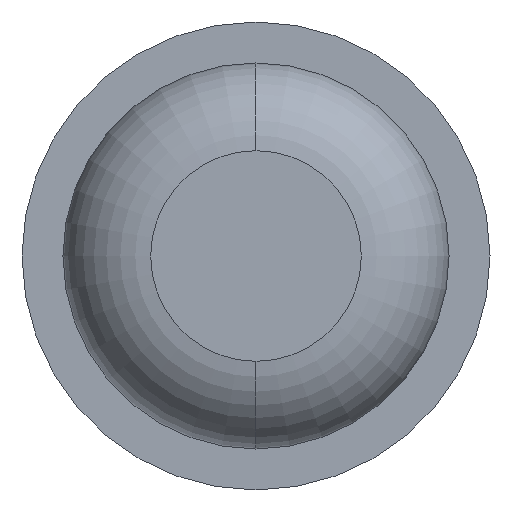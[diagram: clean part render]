
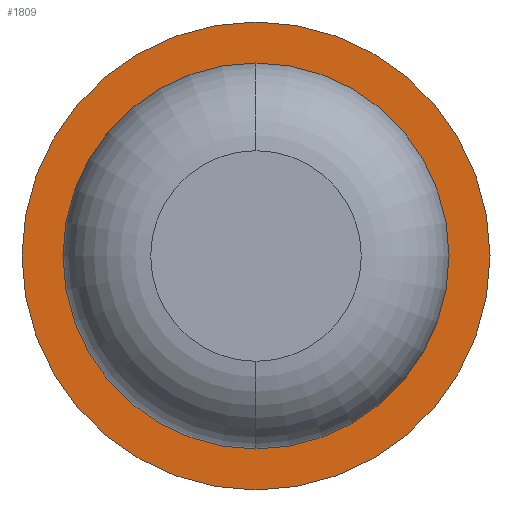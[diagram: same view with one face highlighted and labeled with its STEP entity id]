
A CAD part, front view. The second image highlights one B-rep face of the part: STEP entity #1809.
In plain terms, the highlighted planar face has unit normal (0, -1, 0).
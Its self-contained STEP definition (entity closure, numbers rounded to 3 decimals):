
#38 = FACE_OUTER_BOUND ( 'NONE', #3300, .T. ) ;
#124 = CIRCLE ( 'NONE', #2434, 0.825 ) ;
#217 = CARTESIAN_POINT ( 'NONE',  ( 0., -9., 0. ) ) ;
#219 = DIRECTION ( 'NONE',  ( -1., 0., 0. ) ) ;
#265 = DIRECTION ( 'NONE',  ( -1., 0., 0. ) ) ;
#282 = ORIENTED_EDGE ( 'NONE', *, *, #2205, .T. ) ;
#363 = DIRECTION ( 'NONE',  ( -1., 0., 0. ) ) ;
#620 = CARTESIAN_POINT ( 'NONE',  ( 0., -9., 0. ) ) ;
#652 = CARTESIAN_POINT ( 'NONE',  ( 0., -9., 0. ) ) ;
#669 = EDGE_LOOP ( 'NONE', ( #282, #4020 ) ) ;
#745 = VERTEX_POINT ( 'NONE', #1903 ) ;
#751 = AXIS2_PLACEMENT_3D ( 'NONE', #3431, #4113, #363 ) ;
#820 = EDGE_CURVE ( 'Defeature ausgef�hrt1_35+Defeature ausgef�hrt1_31+Defeature ausgef�hrt1_31+Defeature ausgef�hrt1_31', #1785, #1587, #124, .T. ) ;
#1001 = VERTEX_POINT ( 'NONE', #2940 ) ;
#1085 = CIRCLE ( 'NONE', #751, 1. ) ;
#1269 = DIRECTION ( 'NONE',  ( -1., 0., 0. ) ) ;
#1365 = PLANE ( 'NONE',  #2823 ) ;
#1376 = ORIENTED_EDGE ( 'NONE', *, *, #3197, .F. ) ;
#1587 = VERTEX_POINT ( 'NONE', #3629 ) ;
#1656 = DIRECTION ( 'NONE',  ( 0., 1., 0. ) ) ;
#1785 = VERTEX_POINT ( 'NONE', #2360 ) ;
#1809 = ADVANCED_FACE ( 'Defeature ausgef�hrt1_35', ( #38, #2447 ), #1365, .F. ) ;
#1903 = CARTESIAN_POINT ( 'NONE',  ( -1., -9., 0. ) ) ;
#1923 = ORIENTED_EDGE ( 'NONE', *, *, #3934, .F. ) ;
#2017 = CARTESIAN_POINT ( 'NONE',  ( 0.825, -9., 0. ) ) ;
#2205 = EDGE_CURVE ( 'Defeature ausgef�hrt1_35+Defeature ausgef�hrt1_31+Defeature ausgef�hrt1_31+Defeature ausgef�hrt1_31', #1587, #1785, #3641, .T. ) ;
#2360 = CARTESIAN_POINT ( 'NONE',  ( 0., -9., -0.825 ) ) ;
#2369 = DIRECTION ( 'NONE',  ( 0., 1., 0. ) ) ;
#2434 = AXIS2_PLACEMENT_3D ( 'NONE', #652, #1656, #265 ) ;
#2447 = FACE_BOUND ( 'NONE', #669, .T. ) ;
#2680 = DIRECTION ( 'NONE',  ( 0., 1., 0. ) ) ;
#2823 = AXIS2_PLACEMENT_3D ( 'NONE', #2017, #2369, #3038 ) ;
#2940 = CARTESIAN_POINT ( 'NONE',  ( 1., -9., 0. ) ) ;
#3038 = DIRECTION ( 'NONE',  ( -1., 0., 0. ) ) ;
#3123 = AXIS2_PLACEMENT_3D ( 'NONE', #217, #2680, #1269 ) ;
#3197 = EDGE_CURVE ( 'Defeature ausgef�hrt1_36+Defeature ausgef�hrt1_35+Defeature ausgef�hrt1_35+Defeature ausgef�hrt1_35', #1001, #745, #3434, .T. ) ;
#3262 = AXIS2_PLACEMENT_3D ( 'NONE', #620, #3731, #219 ) ;
#3300 = EDGE_LOOP ( 'NONE', ( #1923, #1376 ) ) ;
#3431 = CARTESIAN_POINT ( 'NONE',  ( 0., -9., 0. ) ) ;
#3434 = CIRCLE ( 'NONE', #3262, 1. ) ;
#3629 = CARTESIAN_POINT ( 'NONE',  ( 0., -9., 0.825 ) ) ;
#3641 = CIRCLE ( 'NONE', #3123, 0.825 ) ;
#3731 = DIRECTION ( 'NONE',  ( 0., 1., 0. ) ) ;
#3934 = EDGE_CURVE ( 'Defeature ausgef�hrt1_36+Defeature ausgef�hrt1_35+Defeature ausgef�hrt1_35+Defeature ausgef�hrt1_35', #745, #1001, #1085, .T. ) ;
#4020 = ORIENTED_EDGE ( 'NONE', *, *, #820, .T. ) ;
#4113 = DIRECTION ( 'NONE',  ( 0., 1., 0. ) ) ;
